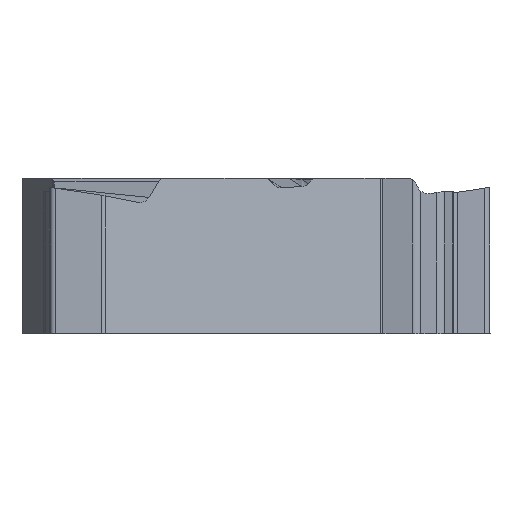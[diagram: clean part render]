
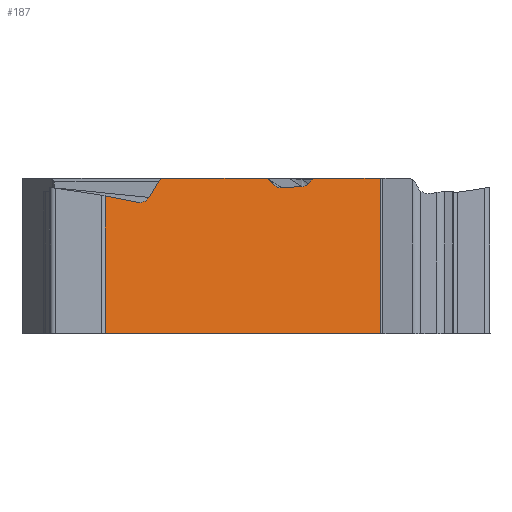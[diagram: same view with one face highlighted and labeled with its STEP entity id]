
A CAD part, front view. The second image highlights one B-rep face of the part: STEP entity #187.
In plain terms, the highlighted planar face has unit normal (0.5, -0.866, 0).
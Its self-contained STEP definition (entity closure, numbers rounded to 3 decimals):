
#187=ADVANCED_FACE('',(#338),#285,.F.);
#285=PLANE('',#2129);
#338=FACE_OUTER_BOUND('',#442,.T.);
#442=EDGE_LOOP('',(#680,#681,#682,#683,#684,#685,#686,#687,#688,#689,#690,
#691,#692,#693,#694,#695));
#552=ELLIPSE('',#2125,0.177,0.15);
#553=ELLIPSE('',#2126,0.368,0.32);
#554=ELLIPSE('',#2127,0.15,0.15);
#555=ELLIPSE('',#2128,0.167,0.15);
#680=ORIENTED_EDGE('',*,*,#1448,.F.);
#681=ORIENTED_EDGE('',*,*,#1449,.T.);
#682=ORIENTED_EDGE('',*,*,#1450,.F.);
#683=ORIENTED_EDGE('',*,*,#1451,.T.);
#684=ORIENTED_EDGE('',*,*,#1452,.F.);
#685=ORIENTED_EDGE('',*,*,#1453,.T.);
#686=ORIENTED_EDGE('',*,*,#1454,.F.);
#687=ORIENTED_EDGE('',*,*,#1455,.T.);
#688=ORIENTED_EDGE('',*,*,#1456,.F.);
#689=ORIENTED_EDGE('',*,*,#1457,.F.);
#690=ORIENTED_EDGE('',*,*,#1458,.F.);
#691=ORIENTED_EDGE('',*,*,#1459,.F.);
#692=ORIENTED_EDGE('',*,*,#1460,.F.);
#693=ORIENTED_EDGE('',*,*,#1461,.F.);
#694=ORIENTED_EDGE('',*,*,#1462,.F.);
#695=ORIENTED_EDGE('',*,*,#1463,.F.);
#1236=VERTEX_POINT('',#3511);
#1237=VERTEX_POINT('',#3512);
#1238=VERTEX_POINT('',#3514);
#1239=VERTEX_POINT('',#3516);
#1240=VERTEX_POINT('',#3518);
#1241=VERTEX_POINT('',#3520);
#1242=VERTEX_POINT('',#3522);
#1243=VERTEX_POINT('',#3524);
#1244=VERTEX_POINT('',#3526);
#1245=VERTEX_POINT('',#3528);
#1246=VERTEX_POINT('',#3530);
#1247=VERTEX_POINT('',#3532);
#1248=VERTEX_POINT('',#3546);
#1249=VERTEX_POINT('',#3548);
#1250=VERTEX_POINT('',#3562);
#1251=VERTEX_POINT('',#3564);
#1448=EDGE_CURVE('',#1236,#1237,#1708,.T.);
#1449=EDGE_CURVE('',#1236,#1238,#552,.T.);
#1450=EDGE_CURVE('',#1239,#1238,#1709,.T.);
#1451=EDGE_CURVE('',#1239,#1240,#553,.T.);
#1452=EDGE_CURVE('',#1241,#1240,#1710,.T.);
#1453=EDGE_CURVE('',#1241,#1242,#1711,.T.);
#1454=EDGE_CURVE('',#1243,#1242,#1712,.T.);
#1455=EDGE_CURVE('',#1243,#1244,#1713,.T.);
#1456=EDGE_CURVE('',#1245,#1244,#1714,.T.);
#1457=EDGE_CURVE('',#1246,#1245,#554,.T.);
#1458=EDGE_CURVE('',#1247,#1246,#1715,.T.);
#1459=EDGE_CURVE('',#1248,#1247,#2022,.T.);
#1460=EDGE_CURVE('',#1249,#1248,#1716,.T.);
#1461=EDGE_CURVE('',#1250,#1249,#2023,.T.);
#1462=EDGE_CURVE('',#1251,#1250,#1717,.T.);
#1463=EDGE_CURVE('',#1237,#1251,#555,.T.);
#1708=LINE('',#3510,#1879);
#1709=LINE('',#3515,#1880);
#1710=LINE('',#3519,#1881);
#1711=LINE('',#3521,#1882);
#1712=LINE('',#3523,#1883);
#1713=LINE('',#3525,#1884);
#1714=LINE('',#3527,#1885);
#1715=LINE('',#3531,#1886);
#1716=LINE('',#3547,#1887);
#1717=LINE('',#3563,#1888);
#1879=VECTOR('',#2417,1.);
#1880=VECTOR('',#2420,1.);
#1881=VECTOR('',#2423,1.);
#1882=VECTOR('',#2424,1.);
#1883=VECTOR('',#2425,1.);
#1884=VECTOR('',#2426,1.);
#1885=VECTOR('',#2427,1.);
#1886=VECTOR('',#2430,1.);
#1887=VECTOR('',#2431,1.);
#1888=VECTOR('',#2432,1.);
#2022=B_SPLINE_CURVE_WITH_KNOTS('',3,(#3533,#3534,#3535,#3536,#3537,#3538,
#3539,#3540,#3541,#3542,#3543,#3544,#3545),.UNSPECIFIED.,.F.,.F.,(4,3,3,
3,4),(0.,0.249,0.498,0.746,1.),
 .UNSPECIFIED.);
#2023=B_SPLINE_CURVE_WITH_KNOTS('',3,(#3549,#3550,#3551,#3552,#3553,#3554,
#3555,#3556,#3557,#3558,#3559,#3560,#3561),.UNSPECIFIED.,.F.,.F.,(4,3,3,
3,4),(0.,0.234,0.468,0.701,1.),
 .UNSPECIFIED.);
#2125=AXIS2_PLACEMENT_3D('',#3513,#2418,#2419);
#2126=AXIS2_PLACEMENT_3D('',#3517,#2421,#2422);
#2127=AXIS2_PLACEMENT_3D('',#3529,#2428,#2429);
#2128=AXIS2_PLACEMENT_3D('',#3565,#2433,#2434);
#2129=AXIS2_PLACEMENT_3D('',#3566,#2435,#2436);
#2417=DIRECTION('',(0.866,0.5,0.));
#2418=DIRECTION('',(0.5,-0.866,0.));
#2419=DIRECTION('',(0.866,0.5,0.));
#2420=DIRECTION('',(0.497,0.287,0.819));
#2421=DIRECTION('',(-0.5,0.866,0.));
#2422=DIRECTION('',(-0.853,-0.492,0.174));
#2423=DIRECTION('',(0.853,0.492,-0.174));
#2424=DIRECTION('',(0.,0.,-1.));
#2425=DIRECTION('',(-0.866,-0.5,0.));
#2426=DIRECTION('',(0.,0.,1.));
#2427=DIRECTION('',(0.866,0.5,0.));
#2428=DIRECTION('',(-0.5,0.866,0.));
#2429=DIRECTION('',(0.866,0.5,0.));
#2430=DIRECTION('',(0.658,0.38,0.651));
#2431=DIRECTION('',(0.865,0.5,0.043));
#2432=DIRECTION('',(0.686,0.396,-0.611));
#2433=DIRECTION('',(-0.5,0.866,0.));
#2434=DIRECTION('',(-0.866,-0.5,0.));
#2435=DIRECTION('',(-0.5,0.866,0.));
#2436=DIRECTION('',(0.,0.,-1.));
#3510=CARTESIAN_POINT('',(5.129,-2.538,0.25));
#3511=CARTESIAN_POINT('',(-0.908,-6.023,0.25));
#3512=CARTESIAN_POINT('',(1.861,-4.425,0.25));
#3513=CARTESIAN_POINT('',(-0.908,-6.023,0.1));
#3514=CARTESIAN_POINT('',(-1.04,-6.099,0.177));
#3515=CARTESIAN_POINT('',(2.325,-4.157,5.725));
#3516=CARTESIAN_POINT('',(-1.306,-6.253,-0.263));
#3517=CARTESIAN_POINT('',(-1.579,-6.411,-0.085));
#3518=CARTESIAN_POINT('',(-1.627,-6.438,-0.401));
#3519=CARTESIAN_POINT('',(4.866,-2.69,-1.723));
#3520=CARTESIAN_POINT('',(-2.502,-6.944,-0.222));
#3521=CARTESIAN_POINT('',(-2.502,-6.944,-5.47));
#3522=CARTESIAN_POINT('',(-2.502,-6.944,-3.97));
#3523=CARTESIAN_POINT('',(-0.367,-5.711,-3.97));
#3524=CARTESIAN_POINT('',(4.99,-2.618,-3.97));
#3525=CARTESIAN_POINT('',(4.99,-2.618,3.25));
#3526=CARTESIAN_POINT('',(4.99,-2.618,0.25));
#3527=CARTESIAN_POINT('',(-0.367,-5.711,0.25));
#3528=CARTESIAN_POINT('',(3.222,-3.639,0.25));
#3529=CARTESIAN_POINT('',(3.222,-3.639,0.1));
#3530=CARTESIAN_POINT('',(3.137,-3.688,0.214));
#3531=CARTESIAN_POINT('',(1.025,-4.907,-1.876));
#3532=CARTESIAN_POINT('',(3.029,-3.75,0.107));
#3533=CARTESIAN_POINT('',(2.857,-3.85,0.028));
#3534=CARTESIAN_POINT('',(2.873,-3.841,0.029));
#3535=CARTESIAN_POINT('',(2.888,-3.832,0.032));
#3536=CARTESIAN_POINT('',(2.904,-3.823,0.035));
#3537=CARTESIAN_POINT('',(2.919,-3.814,0.039));
#3538=CARTESIAN_POINT('',(2.934,-3.805,0.044));
#3539=CARTESIAN_POINT('',(2.949,-3.797,0.051));
#3540=CARTESIAN_POINT('',(2.963,-3.789,0.058));
#3541=CARTESIAN_POINT('',(2.977,-3.78,0.066));
#3542=CARTESIAN_POINT('',(2.99,-3.773,0.075));
#3543=CARTESIAN_POINT('',(3.004,-3.765,0.084));
#3544=CARTESIAN_POINT('',(3.017,-3.757,0.095));
#3545=CARTESIAN_POINT('',(3.029,-3.75,0.107));
#3546=CARTESIAN_POINT('',(2.857,-3.85,0.028));
#3547=CARTESIAN_POINT('',(-0.362,-5.708,-0.13));
#3548=CARTESIAN_POINT('',(2.296,-4.173,0.001));
#3549=CARTESIAN_POINT('',(2.124,-4.273,0.063));
#3550=CARTESIAN_POINT('',(2.136,-4.266,0.052));
#3551=CARTESIAN_POINT('',(2.148,-4.259,0.043));
#3552=CARTESIAN_POINT('',(2.161,-4.252,0.036));
#3553=CARTESIAN_POINT('',(2.173,-4.245,0.028));
#3554=CARTESIAN_POINT('',(2.186,-4.237,0.021));
#3555=CARTESIAN_POINT('',(2.2,-4.229,0.016));
#3556=CARTESIAN_POINT('',(2.214,-4.221,0.011));
#3557=CARTESIAN_POINT('',(2.228,-4.213,0.007));
#3558=CARTESIAN_POINT('',(2.242,-4.205,0.004));
#3559=CARTESIAN_POINT('',(2.26,-4.195,0.001));
#3560=CARTESIAN_POINT('',(2.278,-4.184,0.));
#3561=CARTESIAN_POINT('',(2.296,-4.173,0.001));
#3562=CARTESIAN_POINT('',(2.124,-4.273,0.063));
#3563=CARTESIAN_POINT('',(4.034,-3.17,-1.639));
#3564=CARTESIAN_POINT('',(1.954,-4.371,0.214));
#3565=CARTESIAN_POINT('',(1.861,-4.425,0.1));
#3566=CARTESIAN_POINT('',(-0.367,-5.711,0.));
